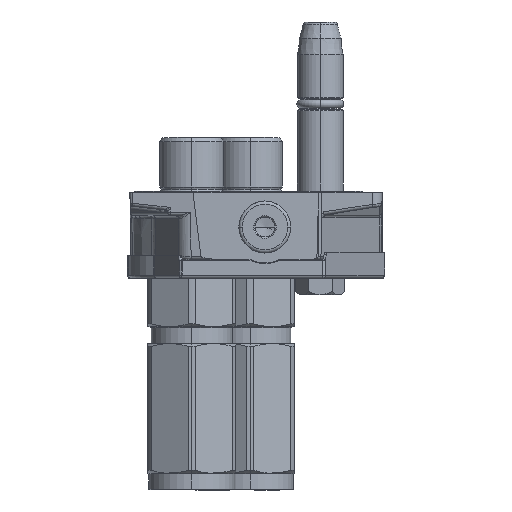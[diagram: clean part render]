
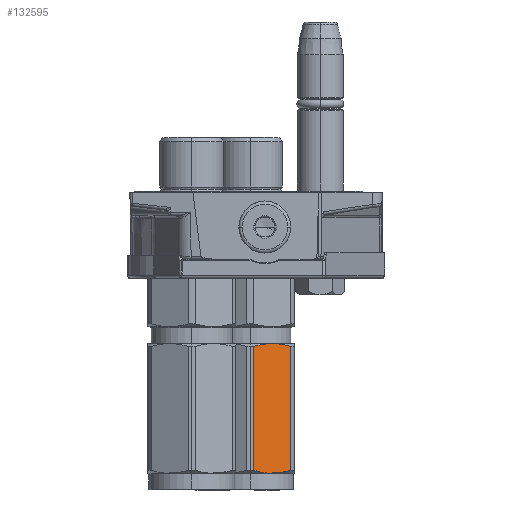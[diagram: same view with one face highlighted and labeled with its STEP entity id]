
A CAD part, front view. The second image highlights one B-rep face of the part: STEP entity #132595.
In plain terms, the highlighted face is planar.
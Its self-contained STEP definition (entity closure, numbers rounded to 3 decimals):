
#118 = EDGE_CURVE ( 'NONE', #979, #118511, #76010, .T. ) ;
#979 = VERTEX_POINT ( 'NONE', #75252 ) ;
#6921 = DIRECTION ( 'NONE',  ( 0.866, 0., -0.5 ) ) ;
#9660 = CARTESIAN_POINT ( 'NONE',  ( -5.09, -64.279, -12.649 ) ) ;
#14189 = FACE_OUTER_BOUND ( 'NONE', #35211, .T. ) ;
#15164 = VECTOR ( 'NONE', #91685, 1000. ) ;
#18696 = EDGE_CURVE ( 'NONE', #118511, #144177, #22928, .T. ) ;
#20466 = CARTESIAN_POINT ( 'NONE',  ( -10.769, -63.91, -9.37 ) ) ;
#22928 = B_SPLINE_CURVE_WITH_KNOTS ( 'NONE', 3,
 ( #117218, #128580, #89985, #117753 ),
 .UNSPECIFIED., .F., .F.,
 ( 4, 4 ),
 ( 0., 1. ),
 .UNSPECIFIED. ) ;
#27815 = EDGE_CURVE ( 'NONE', #157166, #979, #124805, .T. ) ;
#33052 = VECTOR ( 'NONE', #141868, 1000. ) ;
#35154 = CARTESIAN_POINT ( 'NONE',  ( -8.639, -64.279, -10.601 ) ) ;
#35211 = EDGE_LOOP ( 'NONE', ( #115522, #128691, #127244, #126393, #83006, #102193 ) ) ;
#35694 = CARTESIAN_POINT ( 'NONE',  ( -2.962, -63.979, -13.878 ) ) ;
#37282 = VECTOR ( 'NONE', #44018, 1000. ) ;
#44018 = DIRECTION ( 'NONE',  ( 0., 1., 0. ) ) ;
#46504 = CARTESIAN_POINT ( 'NONE',  ( -9.635, -64.122, -10.026 ) ) ;
#54119 = VERTEX_POINT ( 'NONE', #60726 ) ;
#58290 = CARTESIAN_POINT ( 'NONE',  ( -12.412, -25.366, -8.422 ) ) ;
#59556 = CARTESIAN_POINT ( 'NONE',  ( -4.016, -64.145, -13.27 ) ) ;
#59588 = LINE ( 'NONE', #161466, #37282 ) ;
#60726 = CARTESIAN_POINT ( 'NONE',  ( -12.412, -63.49, -8.422 ) ) ;
#61223 = CARTESIAN_POINT ( 'NONE',  ( -6.272, -64.356, -11.967 ) ) ;
#62486 = CARTESIAN_POINT ( 'NONE',  ( -12.412, -63.49, -8.422 ) ) ;
#64227 = EDGE_CURVE ( 'NONE', #79174, #144177, #59588, .T. ) ;
#64872 = EDGE_CURVE ( 'NONE', #54119, #157166, #158881, .T. ) ;
#72019 = CARTESIAN_POINT ( 'NONE',  ( -4.495, -64.213, -12.993 ) ) ;
#73012 = CARTESIAN_POINT ( 'NONE',  ( -6.761, -24.5, -11.685 ) ) ;
#73172 = CARTESIAN_POINT ( 'NONE',  ( -2.036, -63.767, -14.41 ) ) ;
#75252 = CARTESIAN_POINT ( 'NONE',  ( -6.761, -24.5, -11.685 ) ) ;
#76010 = LINE ( 'NONE', #131956, #15164 ) ;
#79174 = VERTEX_POINT ( 'NONE', #128232 ) ;
#83006 = ORIENTED_EDGE ( 'NONE', *, *, #64227, .F. ) ;
#85123 = CARTESIAN_POINT ( 'NONE',  ( -9.809, -64.093, -9.926 ) ) ;
#85688 = CARTESIAN_POINT ( 'NONE',  ( -1.088, -63.49, -14.961 ) ) ;
#86250 = CARTESIAN_POINT ( 'NONE',  ( -4.316, -64.189, -13.096 ) ) ;
#87355 = CARTESIAN_POINT ( 'NONE',  ( -5.8, -64.337, -12.239 ) ) ;
#89985 = CARTESIAN_POINT ( 'NONE',  ( -3.014, -24.795, -13.848 ) ) ;
#91106 = CARTESIAN_POINT ( 'NONE',  ( -1.088, -25.366, -14.961 ) ) ;
#91685 = DIRECTION ( 'NONE',  ( 0.866, 0., -0.5 ) ) ;
#94969 = CARTESIAN_POINT ( 'NONE',  ( -6.739, -24.5, -11.698 ) ) ;
#97096 = CARTESIAN_POINT ( 'NONE',  ( -13.5, -24.5, -7.794 ) ) ;
#99284 = CARTESIAN_POINT ( 'NONE',  ( -12.412, -63.49, -8.422 ) ) ;
#100400 = CARTESIAN_POINT ( 'NONE',  ( -3.956, -64.136, -13.305 ) ) ;
#102193 = ORIENTED_EDGE ( 'NONE', *, *, #108364, .F. ) ;
#108364 = EDGE_CURVE ( 'NONE', #54119, #79174, #119726, .T. ) ;
#112317 = CARTESIAN_POINT ( 'NONE',  ( -10.536, -63.959, -9.505 ) ) ;
#113435 = CARTESIAN_POINT ( 'NONE',  ( -9.721, -64.108, -9.976 ) ) ;
#115522 = ORIENTED_EDGE ( 'NONE', *, *, #64872, .T. ) ;
#117218 = CARTESIAN_POINT ( 'NONE',  ( -6.739, -24.5, -11.698 ) ) ;
#117753 = CARTESIAN_POINT ( 'NONE',  ( -1.088, -25.366, -14.961 ) ) ;
#118511 = VERTEX_POINT ( 'NONE', #94969 ) ;
#119726 = B_SPLINE_CURVE_WITH_KNOTS ( 'NONE', 3,
 ( #99284, #162860, #124795, #20466, #112317, #165103, #163998, #85123, #113435, #150869, #46504, #35154, #138415, #61223, #87355, #9660, #151422, #72019, #86250, #164552, #59556, #100400, #125364, #35694, #73172, #85688 ),
 .UNSPECIFIED., .F., .F.,
 ( 4, 2, 2, 1, 1, 2, 2, 2, 2, 2, 1, 1, 2, 2, 4 ),
 ( 0., 0.125, 0.188, 0.219, 0.234, 0.242, 0.25, 0.5, 0.625, 0.687, 0.719, 0.734, 0.742, 0.75, 1. ),
 .UNSPECIFIED. ) ;
#122052 = PLANE ( 'NONE',  #134010 ) ;
#122442 = CARTESIAN_POINT ( 'NONE',  ( -8.602, -24.506, -10.622 ) ) ;
#123215 = DIRECTION ( 'NONE',  ( -0.5, 0., -0.866 ) ) ;
#124795 = CARTESIAN_POINT ( 'NONE',  ( -11.468, -63.75, -8.966 ) ) ;
#124805 = B_SPLINE_CURVE_WITH_KNOTS ( 'NONE', 3,
 ( #58290, #162133, #122442, #73012 ),
 .UNSPECIFIED., .F., .F.,
 ( 4, 4 ),
 ( 0., 1. ),
 .UNSPECIFIED. ) ;
#125364 = CARTESIAN_POINT ( 'NONE',  ( -3.925, -64.131, -13.323 ) ) ;
#126393 = ORIENTED_EDGE ( 'NONE', *, *, #18696, .T. ) ;
#127244 = ORIENTED_EDGE ( 'NONE', *, *, #118, .T. ) ;
#128232 = CARTESIAN_POINT ( 'NONE',  ( -1.088, -63.49, -14.961 ) ) ;
#128580 = CARTESIAN_POINT ( 'NONE',  ( -4.898, -24.506, -12.761 ) ) ;
#128691 = ORIENTED_EDGE ( 'NONE', *, *, #27815, .T. ) ;
#131956 = CARTESIAN_POINT ( 'NONE',  ( -6.761, -24.5, -11.685 ) ) ;
#132595 = ADVANCED_FACE ( 'NONE', ( #14189 ), #122052, .T. ) ;
#134010 = AXIS2_PLACEMENT_3D ( 'NONE', #97096, #123215, #6921 ) ;
#138415 = CARTESIAN_POINT ( 'NONE',  ( -7.705, -64.356, -11.14 ) ) ;
#141868 = DIRECTION ( 'NONE',  ( 0., 1., 0. ) ) ;
#144177 = VERTEX_POINT ( 'NONE', #91106 ) ;
#150869 = CARTESIAN_POINT ( 'NONE',  ( -9.663, -64.117, -10.01 ) ) ;
#151422 = CARTESIAN_POINT ( 'NONE',  ( -4.853, -64.255, -12.786 ) ) ;
#153244 = CARTESIAN_POINT ( 'NONE',  ( -12.412, -25.366, -8.422 ) ) ;
#157166 = VERTEX_POINT ( 'NONE', #153244 ) ;
#158881 = LINE ( 'NONE', #62486, #33052 ) ;
#161466 = CARTESIAN_POINT ( 'NONE',  ( -1.088, -63.49, -14.961 ) ) ;
#162133 = CARTESIAN_POINT ( 'NONE',  ( -10.486, -24.795, -9.534 ) ) ;
#162860 = CARTESIAN_POINT ( 'NONE',  ( -11.937, -63.628, -8.695 ) ) ;
#163998 = CARTESIAN_POINT ( 'NONE',  ( -10.012, -64.058, -9.808 ) ) ;
#164552 = CARTESIAN_POINT ( 'NONE',  ( -4.106, -64.159, -13.218 ) ) ;
#165103 = CARTESIAN_POINT ( 'NONE',  ( -10.187, -64.026, -9.707 ) ) ;
